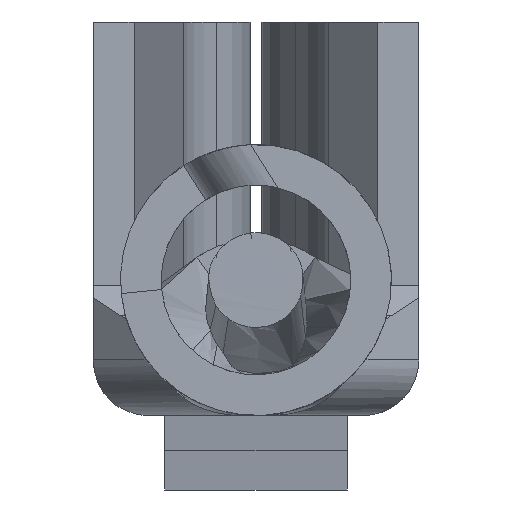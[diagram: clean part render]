
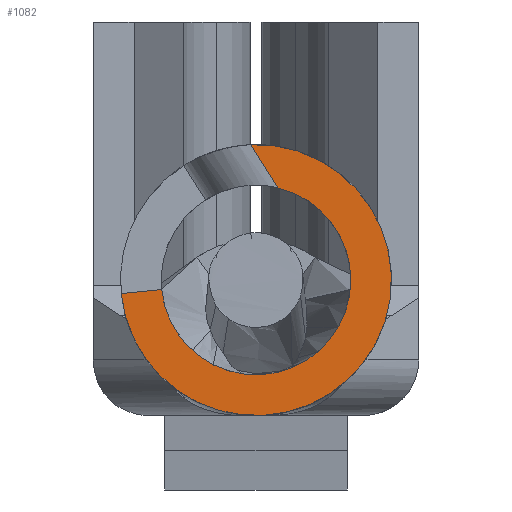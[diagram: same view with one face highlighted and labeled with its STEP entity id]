
A CAD part, front view. The second image highlights one B-rep face of the part: STEP entity #1082.
In plain terms, the highlighted planar face has unit normal (0, -1, 0).
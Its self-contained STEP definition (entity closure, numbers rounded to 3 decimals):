
#962=PLANE('',#3239);
#1082=ADVANCED_FACE('',(#1251),#962,.F.);
#1251=FACE_OUTER_BOUND('',#1373,.T.);
#1373=EDGE_LOOP('',(#2405,#2406,#2407,#2408,#2409));
#1545=LINE('',#5196,#1722);
#1551=LINE('',#5285,#1728);
#1722=VECTOR('',#3683,1.);
#1728=VECTOR('',#3713,1.);
#1770=CIRCLE('',#3225,1.);
#1775=CIRCLE('',#3236,1.);
#1776=CIRCLE('',#3238,0.7);
#2405=ORIENTED_EDGE('',*,*,#2978,.F.);
#2406=ORIENTED_EDGE('',*,*,#2962,.T.);
#2407=ORIENTED_EDGE('',*,*,#2959,.F.);
#2408=ORIENTED_EDGE('',*,*,#2977,.F.);
#2409=ORIENTED_EDGE('',*,*,#2979,.T.);
#2635=VERTEX_POINT('',#5184);
#2637=VERTEX_POINT('',#5189);
#2638=VERTEX_POINT('',#5193);
#2647=VERTEX_POINT('',#5280);
#2648=VERTEX_POINT('',#5284);
#2959=EDGE_CURVE('',#2637,#2635,#1770,.T.);
#2962=EDGE_CURVE('',#2638,#2635,#1545,.T.);
#2977=EDGE_CURVE('',#2647,#2637,#1775,.T.);
#2978=EDGE_CURVE('',#2638,#2648,#1776,.T.);
#2979=EDGE_CURVE('',#2647,#2648,#1551,.T.);
#3225=AXIS2_PLACEMENT_3D('',#5190,#3677,#3678);
#3236=AXIS2_PLACEMENT_3D('',#5281,#3707,#3708);
#3238=AXIS2_PLACEMENT_3D('',#5283,#3711,#3712);
#3239=AXIS2_PLACEMENT_3D('',#5286,#3714,#3715);
#3677=DIRECTION('',(0.,1.,0.));
#3678=DIRECTION('',(0.792,0.,-0.61));
#3683=DIRECTION('',(-0.995,0.,-0.1));
#3707=DIRECTION('',(0.,1.,0.));
#3708=DIRECTION('',(-0.041,0.,0.999));
#3711=DIRECTION('',(0.,-1.,0.));
#3712=DIRECTION('',(0.,0.,-1.));
#3713=DIRECTION('',(0.535,0.,-0.845));
#3714=DIRECTION('',(0.,1.,0.));
#3715=DIRECTION('',(1.,0.,0.));
#5184=CARTESIAN_POINT('',(-0.995,0.,0.9));
#5189=CARTESIAN_POINT('',(0.792,0.,0.39));
#5190=CARTESIAN_POINT('',(0.,0.,1.));
#5193=CARTESIAN_POINT('',(-0.696,0.,0.93));
#5196=CARTESIAN_POINT('',(-0.696,0.,0.93));
#5280=CARTESIAN_POINT('',(-0.041,0.,1.999));
#5281=CARTESIAN_POINT('',(0.,0.,1.));
#5283=CARTESIAN_POINT('',(0.,0.,1.));
#5284=CARTESIAN_POINT('',(0.16,0.,1.681));
#5285=CARTESIAN_POINT('',(-0.041,0.,1.999));
#5286=CARTESIAN_POINT('',(-0.78,0.,0.671));
